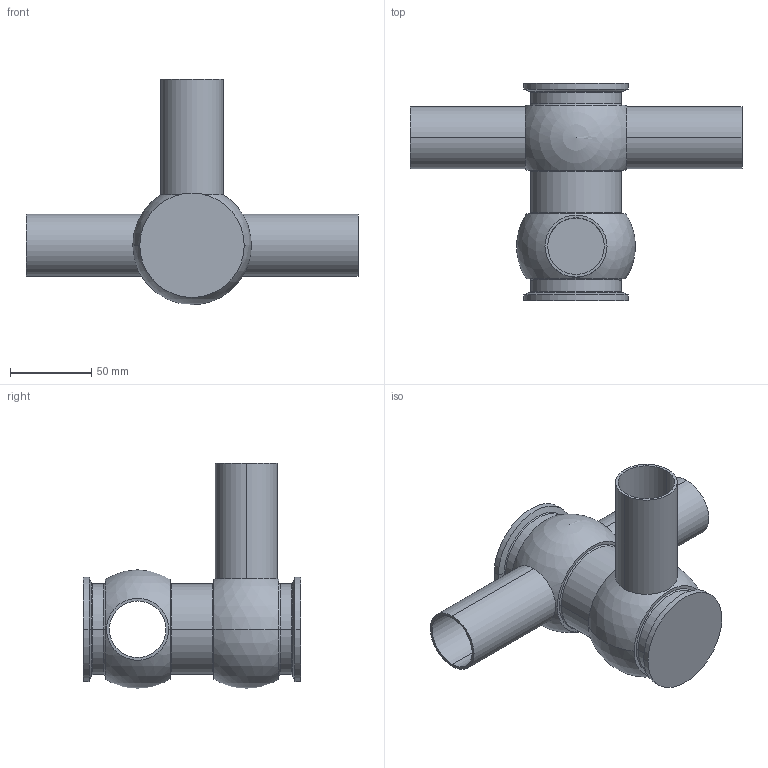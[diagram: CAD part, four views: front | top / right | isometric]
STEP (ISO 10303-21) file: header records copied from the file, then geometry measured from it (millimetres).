
FILE_DESCRIPTION (( 'STEP AP203' ), '1' );
FILE_NAME ('107758.STEP', '2018-03-14T15:13:57', ( '' ), ( '' ), 'SwSTEP 2.0', 'SolidWorks 2014', '' );
FILE_SCHEMA (( 'CONFIG_CONTROL_DESIGN' ));
Length unit declared in the file: inch
Products named in the file (1): 107758
Bounding box: 203.96 x 133.6 x 138.48 mm (x, y, z)
Volume: 380732.5 mm3; surface area: 93962.3 mm2
Topology: 1 solids, 1 shells, 50 faces, 114 edges, 68 vertices
Faces by surface type: cylinder 20, torus 12, plane 10, sphere 4, cone 4
Entity records: 1455 total; most frequent: DIRECTION 290, CARTESIAN_POINT 221, ORIENTED_EDGE 212, AXIS2_PLACEMENT_3D 133, EDGE_CURVE 106, CIRCLE 82, VERTEX_POINT 64, EDGE_LOOP 58
